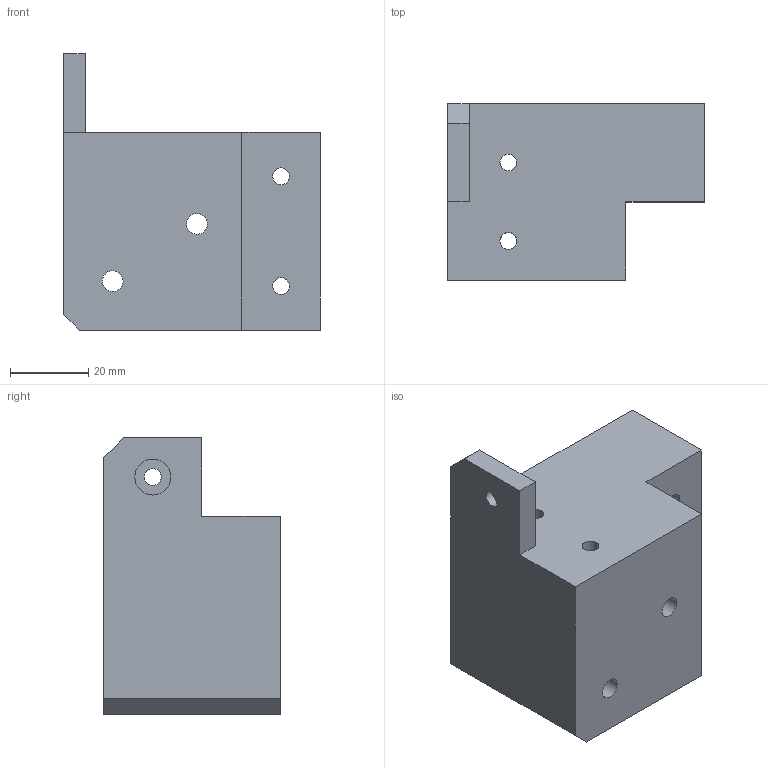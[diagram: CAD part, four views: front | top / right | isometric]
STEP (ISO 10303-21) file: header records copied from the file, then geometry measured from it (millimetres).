
FILE_DESCRIPTION(/* description */ (''),/* implementation_level */ '2;1');
FILE_NAME(/* name */ 'V05-01-05-01 - Right belt tensioner base.step',/* time_stamp */ '2021-07-25T00:51:01+03:00',/* author */ (''),/* organization */ (''),/* preprocessor_version */ 'ST-DEVELOPER v18.1',/* originating_system */ 'Autodesk Translation Framework v10.9.0.1377',/* authorisation */ '');
FILE_SCHEMA (('AUTOMOTIVE_DESIGN { 1 0 10303 214 3 1 1 }'));
Length unit declared in the file: millimetre
Products named in the file (1): V05-01-05-01 - Right belt tensioner base
Bounding box: 65.5 x 45 x 70.5 mm (x, y, z)
Volume: 100223.2 mm3; surface area: 25528.6 mm2
Topology: 1 solids, 1 shells, 41 faces, 99 edges, 66 vertices
Faces by surface type: plane 27, cylinder 13, cone 1
Full cylindrical faces by diameter (mm): 4.3 x7, 5.3 x2, 8 x4
Entity records: 1277 total; most frequent: DIRECTION 211, CARTESIAN_POINT 207, ORIENTED_EDGE 198, EDGE_CURVE 99, LINE 71, VECTOR 71, AXIS2_PLACEMENT_3D 70, VERTEX_POINT 66
